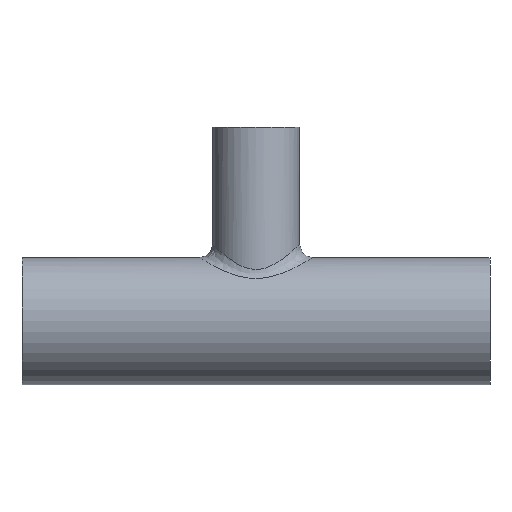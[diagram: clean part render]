
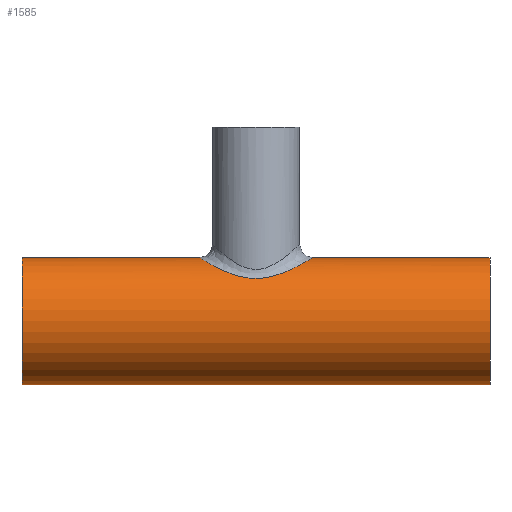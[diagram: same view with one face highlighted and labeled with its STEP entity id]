
A CAD part, front view. The second image highlights one B-rep face of the part: STEP entity #1585.
In plain terms, the highlighted cylindrical face has radius 9.5 mm (diameter 19 mm), a full revolution.
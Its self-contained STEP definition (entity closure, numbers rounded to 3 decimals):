
#1414=CARTESIAN_POINT('',(0.,-7.022,6.399));
#1415=VERTEX_POINT('',#1414);
#1489=CARTESIAN_POINT('',(0.,-7.022,6.399));
#1490=CARTESIAN_POINT('',(0.248,-7.022,6.399));
#1491=CARTESIAN_POINT('',(0.58,-7.01,6.412));
#1492=CARTESIAN_POINT('',(1.238,-6.954,6.473));
#1493=CARTESIAN_POINT('',(2.282,-6.801,6.637));
#1494=CARTESIAN_POINT('',(3.335,-6.485,6.951));
#1495=CARTESIAN_POINT('',(4.293,-6.069,7.311));
#1496=CARTESIAN_POINT('',(4.807,-5.8,7.528));
#1497=CARTESIAN_POINT('',(5.418,-5.421,7.806));
#1498=CARTESIAN_POINT('',(5.989,-5.002,8.085));
#1499=CARTESIAN_POINT('',(6.608,-4.439,8.408));
#1500=CARTESIAN_POINT('',(7.032,-3.957,8.641));
#1501=CARTESIAN_POINT('',(7.474,-3.368,8.891));
#1502=CARTESIAN_POINT('',(7.903,-2.656,9.14));
#1503=CARTESIAN_POINT('',(8.268,-1.721,9.359));
#1504=CARTESIAN_POINT('',(8.423,-1.002,9.453));
#1505=CARTESIAN_POINT('',(8.498,-0.365,9.499));
#1506=CARTESIAN_POINT('',(8.513,0.275,9.508));
#1507=CARTESIAN_POINT('',(8.426,1.007,9.455));
#1508=CARTESIAN_POINT('',(8.235,1.805,9.339));
#1509=CARTESIAN_POINT('',(7.901,2.662,9.139));
#1510=CARTESIAN_POINT('',(7.375,3.53,8.833));
#1511=CARTESIAN_POINT('',(6.914,4.096,8.576));
#1512=CARTESIAN_POINT('',(6.405,4.633,8.301));
#1513=CARTESIAN_POINT('',(5.771,5.188,7.972));
#1514=CARTESIAN_POINT('',(4.973,5.712,7.598));
#1515=CARTESIAN_POINT('',(4.287,6.07,7.31));
#1516=CARTESIAN_POINT('',(3.379,6.472,6.964));
#1517=CARTESIAN_POINT('',(2.389,6.769,6.668));
#1518=CARTESIAN_POINT('',(1.266,6.952,6.475));
#1519=CARTESIAN_POINT('',(0.61,7.011,6.411));
#1520=CARTESIAN_POINT('',(-0.276,7.033,6.387));
#1521=CARTESIAN_POINT('',(-1.159,6.975,6.451));
#1522=CARTESIAN_POINT('',(-2.012,6.829,6.605));
#1523=CARTESIAN_POINT('',(-2.728,6.659,6.777));
#1524=CARTESIAN_POINT('',(-3.268,6.489,6.94));
#1525=CARTESIAN_POINT('',(-4.022,6.199,7.203));
#1526=CARTESIAN_POINT('',(-4.821,5.812,7.526));
#1527=CARTESIAN_POINT('',(-5.691,5.24,7.935));
#1528=CARTESIAN_POINT('',(-6.263,4.757,8.227));
#1529=CARTESIAN_POINT('',(-6.793,4.238,8.509));
#1530=CARTESIAN_POINT('',(-7.287,3.656,8.783));
#1531=CARTESIAN_POINT('',(-7.872,2.721,9.121));
#1532=CARTESIAN_POINT('',(-8.22,1.865,9.33));
#1533=CARTESIAN_POINT('',(-8.447,0.92,9.467));
#1534=CARTESIAN_POINT('',(-8.517,0.184,9.511));
#1535=CARTESIAN_POINT('',(-8.475,-0.727,9.484));
#1536=CARTESIAN_POINT('',(-8.301,-1.635,9.379));
#1537=CARTESIAN_POINT('',(-7.904,-2.655,9.141));
#1538=CARTESIAN_POINT('',(-7.428,-3.445,8.864));
#1539=CARTESIAN_POINT('',(-6.974,-4.026,8.609));
#1540=CARTESIAN_POINT('',(-6.541,-4.5,8.373));
#1541=CARTESIAN_POINT('',(-5.991,-5.,8.086));
#1542=CARTESIAN_POINT('',(-5.305,-5.504,7.75));
#1543=CARTESIAN_POINT('',(-4.558,-5.943,7.418));
#1544=CARTESIAN_POINT('',(-3.489,-6.439,6.997));
#1545=CARTESIAN_POINT('',(-2.282,-6.801,6.636));
#1546=CARTESIAN_POINT('',(-0.998,-6.989,6.435));
#1547=CARTESIAN_POINT('',(-0.331,-7.022,6.399));
#1548=CARTESIAN_POINT('',(0.,-7.022,6.399));
#1549=B_SPLINE_CURVE_WITH_KNOTS('',3,(#1489,#1490,#1491,#1492,#1493,#1494,#1495,#1496,#1497,#1498,#1499,#1500,#1501,#1502,#1503,#1504,#1505,#1506,#1507,#1508,#1509,#1510,#1511,#1512,#1513,#1514,#1515,#1516,#1517,#1518,#1519,#1520,#1521,#1522,#1523,#1524,#1525,#1526,#1527,#1528,#1529,#1530,#1531,#1532,#1533,#1534,#1535,#1536,#1537,#1538,#1539,#1540,#1541,#1542,#1543,#1544,#1545,#1546,#1547,#1548),.UNSPECIFIED.,.T.,.U.,(4,1,1,1,1,1,1,1,1,1,1,1,1,1,1,1,1,1,1,1,1,1,1,1,1,1,1,1,1,1,1,1,1,1,1,1,1,1,1,1,1,1,1,1,1,1,1,1,1,1,1,1,1,1,1,1,1,4),(-4.092,-4.038,-4.019,-3.946,-3.8,-3.764,-3.691,-3.654,-3.581,-3.508,-3.435,-3.41,-3.313,-3.216,-3.142,-3.118,-3.045,-2.972,-2.923,-2.826,-2.728,-2.655,-2.631,-2.533,-2.436,-2.387,-2.339,-2.192,-2.144,-2.083,-2.046,-1.949,-1.888,-1.851,-1.778,-1.754,-1.656,-1.559,-1.486,-1.462,-1.364,-1.283,-1.169,-1.121,-1.023,-0.974,-0.877,-0.78,-0.682,-0.633,-0.585,-0.512,-0.438,-0.365,-0.292,-0.146,-0.073,0.0),.UNSPECIFIED.);
#1550=EDGE_CURVE('',#1415,#1415,#1549,.T.);
#1555=CARTESIAN_POINT('',(0.0,0.0,0.0));
#1556=DIRECTION('',(-1.0,0.0,0.0));
#1557=DIRECTION('',(0.0,-1.0,0.0));
#1558=AXIS2_PLACEMENT_3D('',#1555,#1556,#1557);
#1559=CYLINDRICAL_SURFACE('',#1558,9.5);
#1560=CARTESIAN_POINT('',(35.0,-9.5,0.0));
#1561=VERTEX_POINT('',#1560);
#1562=CARTESIAN_POINT('',(35.0,0.0,0.0));
#1563=DIRECTION('',(-1.0,0.0,0.0));
#1564=DIRECTION('',(0.0,-1.0,0.0));
#1565=AXIS2_PLACEMENT_3D('',#1562,#1563,#1564);
#1566=CIRCLE('',#1565,9.5);
#1567=EDGE_CURVE('',#1561,#1561,#1566,.T.);
#1568=ORIENTED_EDGE('',*,*,#1567,.T.);
#1569=EDGE_LOOP('',(#1568));
#1570=FACE_OUTER_BOUND('',#1569,.T.);
#1571=CARTESIAN_POINT('',(-35.0,-9.5,0.0));
#1572=VERTEX_POINT('',#1571);
#1573=CARTESIAN_POINT('',(-35.0,0.0,0.0));
#1574=DIRECTION('',(-1.0,0.0,0.0));
#1575=DIRECTION('',(0.0,-1.0,0.0));
#1576=AXIS2_PLACEMENT_3D('',#1573,#1574,#1575);
#1577=CIRCLE('',#1576,9.5);
#1578=EDGE_CURVE('',#1572,#1572,#1577,.T.);
#1579=ORIENTED_EDGE('',*,*,#1578,.F.);
#1580=EDGE_LOOP('',(#1579));
#1581=FACE_BOUND('',#1580,.T.);
#1582=ORIENTED_EDGE('',*,*,#1550,.F.);
#1583=EDGE_LOOP('',(#1582));
#1584=FACE_BOUND('',#1583,.T.);
#1585=ADVANCED_FACE('',(#1570,#1581,#1584),#1559,.T.);
